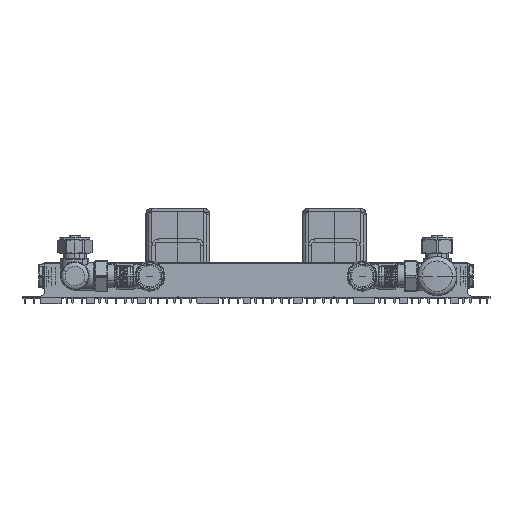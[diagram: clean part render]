
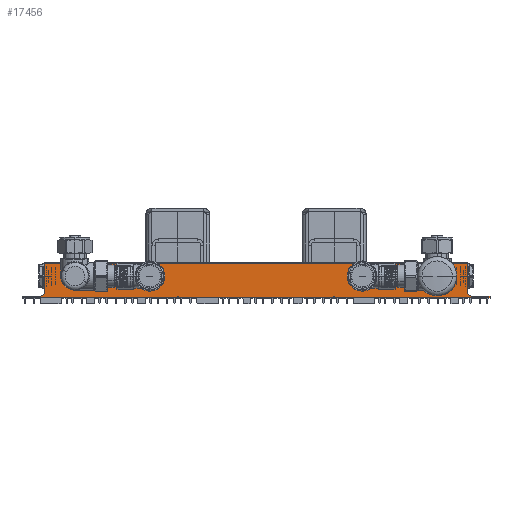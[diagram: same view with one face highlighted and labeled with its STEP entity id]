
A CAD part, front view. The second image highlights one B-rep face of the part: STEP entity #17456.
In plain terms, the highlighted planar face has unit normal (0, -1, 0).
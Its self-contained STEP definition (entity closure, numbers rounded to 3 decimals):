
#1062=DIRECTION('',(1.,0.,0.));
#1063=VECTOR('',#1062,150.);
#1064=CARTESIAN_POINT('',(0.,-945.,-1.));
#1065=LINE('',#1064,#1063);
#1069=DIRECTION('',(1.,0.,0.));
#1070=VECTOR('',#1069,150.);
#1071=CARTESIAN_POINT('',(151.,-945.,-1.));
#1072=LINE('',#1071,#1070);
#1076=DIRECTION('',(1.,0.,0.));
#1077=VECTOR('',#1076,150.);
#1078=CARTESIAN_POINT('',(302.,-945.,-1.));
#1079=LINE('',#1078,#1077);
#1921=DIRECTION('',(0.,0.,-1.));
#1922=VECTOR('',#1921,1.);
#1923=CARTESIAN_POINT('',(150.,-945.,0.));
#1924=LINE('',#1923,#1922);
#1956=CARTESIAN_POINT('',(123.5,-945.,19.6));
#1957=DIRECTION('',(0.,-1.,0.));
#1958=DIRECTION('',(1.,0.,0.));
#1959=AXIS2_PLACEMENT_3D('',#1956,#1957,#1958);
#1964=CARTESIAN_POINT('',(123.5,-945.,19.6));
#1965=DIRECTION('',(0.,-1.,0.));
#1966=DIRECTION('',(-1.,0.,0.));
#1967=AXIS2_PLACEMENT_3D('',#1964,#1965,#1966);
#1972=CARTESIAN_POINT('',(328.5,-945.,19.6));
#1973=DIRECTION('',(0.,-1.,0.));
#1974=DIRECTION('',(1.,0.,0.));
#1975=AXIS2_PLACEMENT_3D('',#1972,#1973,#1974);
#1980=CARTESIAN_POINT('',(328.5,-945.,19.6));
#1981=DIRECTION('',(0.,-1.,0.));
#1982=DIRECTION('',(-1.,0.,0.));
#1983=AXIS2_PLACEMENT_3D('',#1980,#1981,#1982);
#1988=DIRECTION('',(-1.,0.,0.));
#1989=VECTOR('',#1988,1.);
#1990=CARTESIAN_POINT('',(302.,-945.,0.));
#1991=LINE('',#1990,#1989);
#1995=DIRECTION('',(-1.,0.,0.));
#1996=VECTOR('',#1995,1.);
#1997=CARTESIAN_POINT('',(151.,-945.,0.));
#1998=LINE('',#1997,#1996);
#2076=DIRECTION('',(0.,0.,-1.));
#2077=VECTOR('',#2076,1.);
#2078=CARTESIAN_POINT('',(151.,-945.,0.));
#2079=LINE('',#2078,#2077);
#2949=DIRECTION('',(0.,0.,-1.));
#2950=VECTOR('',#2949,1.);
#2951=CARTESIAN_POINT('',(301.,-945.,0.));
#2952=LINE('',#2951,#2950);
#4345=DIRECTION('',(0.707,0.,0.707));
#4346=VECTOR('',#4345,1.899);
#4347=CARTESIAN_POINT('',(20.657,-945.,1.757));
#4348=LINE('',#4347,#4346);
#4359=CARTESIAN_POINT('',(16.415,-945.,6.));
#4360=DIRECTION('',(0.,1.,0.));
#4361=DIRECTION('',(0.707,0.,-0.707));
#4362=AXIS2_PLACEMENT_3D('',#4359,#4360,#4361);
#4713=DIRECTION('',(-1.,0.,0.));
#4714=VECTOR('',#4713,16.415);
#4715=CARTESIAN_POINT('',(16.415,-945.,0.));
#4716=LINE('',#4715,#4714);
#9211=DIRECTION('',(-1.,0.,0.));
#9212=VECTOR('',#9211,16.415);
#9213=CARTESIAN_POINT('',(452.,-945.,0.));
#9214=LINE('',#9213,#9212);
#11752=DIRECTION('',(0.,0.,1.));
#11753=VECTOR('',#11752,28.5);
#11754=CARTESIAN_POINT('',(430.,-945.,3.1));
#11755=LINE('',#11754,#11753);
#11819=DIRECTION('',(0.707,0.,-0.707));
#11820=VECTOR('',#11819,1.899);
#11821=CARTESIAN_POINT('',(430.,-945.,3.1));
#11822=LINE('',#11821,#11820);
#11840=CARTESIAN_POINT('',(435.585,-945.,6.));
#11841=DIRECTION('',(0.,1.,0.));
#11842=DIRECTION('',(0.,0.,-1.));
#11843=AXIS2_PLACEMENT_3D('',#11840,#11841,#11842);
#11855=DIRECTION('',(-1.,0.,0.));
#11856=VECTOR('',#11855,408.);
#11857=CARTESIAN_POINT('',(430.,-945.,31.6));
#11858=LINE('',#11857,#11856);
#11915=DIRECTION('',(0.,0.,1.));
#11916=VECTOR('',#11915,28.5);
#11917=CARTESIAN_POINT('',(22.,-945.,3.1));
#11918=LINE('',#11917,#11916);
#12001=DIRECTION('',(0.,0.,-1.));
#12002=VECTOR('',#12001,1.);
#12003=CARTESIAN_POINT('',(302.,-945.,0.));
#12004=LINE('',#12003,#12002);
#12799=DIRECTION('',(0.,0.,-1.));
#12800=VECTOR('',#12799,1.);
#12801=CARTESIAN_POINT('',(452.,-945.,0.));
#12802=LINE('',#12801,#12800);
#12869=DIRECTION('',(0.,0.,-1.));
#12870=VECTOR('',#12869,1.);
#12871=CARTESIAN_POINT('',(0.,-945.,0.));
#12872=LINE('',#12871,#12870);
#14908=CARTESIAN_POINT('',(430.,-945.,31.6));
#14910=VERTEX_POINT('',#14908);
#14916=CARTESIAN_POINT('',(22.,-945.,31.6));
#14918=VERTEX_POINT('',#14916);
#14952=CARTESIAN_POINT('',(132.8,-945.,19.6));
#14953=CARTESIAN_POINT('',(114.2,-945.,19.6));
#14954=VERTEX_POINT('',#14952);
#14955=VERTEX_POINT('',#14953);
#14956=CARTESIAN_POINT('',(337.8,-945.,19.6));
#14957=CARTESIAN_POINT('',(319.2,-945.,19.6));
#14958=VERTEX_POINT('',#14956);
#14959=VERTEX_POINT('',#14957);
#16825=CARTESIAN_POINT('',(16.415,-945.,0.));
#16826=CARTESIAN_POINT('',(0.,-945.,0.));
#16827=VERTEX_POINT('',#16825);
#16828=VERTEX_POINT('',#16826);
#16829=CARTESIAN_POINT('',(0.,-945.,-1.));
#16830=VERTEX_POINT('',#16829);
#16831=CARTESIAN_POINT('',(150.,-945.,0.));
#16832=CARTESIAN_POINT('',(150.,-945.,-1.));
#16833=VERTEX_POINT('',#16831);
#16834=VERTEX_POINT('',#16832);
#16835=CARTESIAN_POINT('',(20.657,-945.,1.757));
#16836=CARTESIAN_POINT('',(22.,-945.,3.1));
#16837=VERTEX_POINT('',#16835);
#16838=VERTEX_POINT('',#16836);
#16843=CARTESIAN_POINT('',(151.,-945.,0.));
#16844=CARTESIAN_POINT('',(151.,-945.,-1.));
#16845=VERTEX_POINT('',#16843);
#16846=VERTEX_POINT('',#16844);
#16847=CARTESIAN_POINT('',(301.,-945.,0.));
#16848=CARTESIAN_POINT('',(301.,-945.,-1.));
#16849=VERTEX_POINT('',#16847);
#16850=VERTEX_POINT('',#16848);
#16851=CARTESIAN_POINT('',(302.,-945.,0.));
#16852=VERTEX_POINT('',#16851);
#16857=CARTESIAN_POINT('',(302.,-945.,-1.));
#16858=VERTEX_POINT('',#16857);
#16859=CARTESIAN_POINT('',(452.,-945.,0.));
#16860=CARTESIAN_POINT('',(452.,-945.,-1.));
#16861=VERTEX_POINT('',#16859);
#16862=VERTEX_POINT('',#16860);
#16863=CARTESIAN_POINT('',(435.585,-945.,0.));
#16864=VERTEX_POINT('',#16863);
#16865=CARTESIAN_POINT('',(430.,-945.,3.1));
#16866=CARTESIAN_POINT('',(431.343,-945.,1.757));
#16867=VERTEX_POINT('',#16865);
#16868=VERTEX_POINT('',#16866);
#17401=CARTESIAN_POINT('',(430.,-945.,0.));
#17402=DIRECTION('',(0.,-1.,0.));
#17403=DIRECTION('',(0.,0.,1.));
#17404=AXIS2_PLACEMENT_3D('',#17401,#17402,#17403);
#17405=PLANE('',#17404);
#17407=ORIENTED_EDGE('',*,*,#17406,.T.);
#17409=ORIENTED_EDGE('',*,*,#17408,.T.);
#17410=ORIENTED_EDGE('',*,*,#17126,.F.);
#17412=ORIENTED_EDGE('',*,*,#17411,.F.);
#17414=ORIENTED_EDGE('',*,*,#17413,.T.);
#17415=ORIENTED_EDGE('',*,*,#17384,.T.);
#17416=ORIENTED_EDGE('',*,*,#17110,.F.);
#17418=ORIENTED_EDGE('',*,*,#17417,.F.);
#17420=ORIENTED_EDGE('',*,*,#17419,.F.);
#17422=ORIENTED_EDGE('',*,*,#17421,.F.);
#17424=ORIENTED_EDGE('',*,*,#17423,.T.);
#17426=ORIENTED_EDGE('',*,*,#17425,.T.);
#17428=ORIENTED_EDGE('',*,*,#17427,.F.);
#17430=ORIENTED_EDGE('',*,*,#17429,.F.);
#17432=ORIENTED_EDGE('',*,*,#17431,.T.);
#17434=ORIENTED_EDGE('',*,*,#17433,.F.);
#17436=ORIENTED_EDGE('',*,*,#17435,.F.);
#17438=ORIENTED_EDGE('',*,*,#17437,.T.);
#17439=ORIENTED_EDGE('',*,*,#17141,.F.);
#17441=ORIENTED_EDGE('',*,*,#17440,.F.);
#17442=EDGE_LOOP('',(#17407,#17409,#17410,#17412,#17414,#17415,#17416,#17418,
#17420,#17422,#17424,#17426,#17428,#17430,#17432,#17434,#17436,#17438,#17439,
#17441));
#17443=FACE_OUTER_BOUND('',#17442,.F.);
#17445=ORIENTED_EDGE('',*,*,#17444,.T.);
#17447=ORIENTED_EDGE('',*,*,#17446,.T.);
#17448=EDGE_LOOP('',(#17445,#17447));
#17449=FACE_BOUND('',#17448,.F.);
#17451=ORIENTED_EDGE('',*,*,#17450,.T.);
#17453=ORIENTED_EDGE('',*,*,#17452,.T.);
#17454=EDGE_LOOP('',(#17451,#17453));
#17455=FACE_BOUND('',#17454,.F.);
#1960=CIRCLE('',#1959,9.3);
#1968=CIRCLE('',#1967,9.3);
#1976=CIRCLE('',#1975,9.3);
#1984=CIRCLE('',#1983,9.3);
#4363=CIRCLE('',#4362,6.);
#11844=CIRCLE('',#11843,6.);
#17110=EDGE_CURVE('',#16830,#16834,#1065,.T.);
#17126=EDGE_CURVE('',#16846,#16850,#1072,.T.);
#17141=EDGE_CURVE('',#16858,#16862,#1079,.T.);
#17384=EDGE_CURVE('',#16833,#16834,#1924,.T.);
#17406=EDGE_CURVE('',#16852,#16849,#1991,.T.);
#17408=EDGE_CURVE('',#16849,#16850,#2952,.T.);
#17411=EDGE_CURVE('',#16845,#16846,#2079,.T.);
#17413=EDGE_CURVE('',#16845,#16833,#1998,.T.);
#17417=EDGE_CURVE('',#16828,#16830,#12872,.T.);
#17419=EDGE_CURVE('',#16827,#16828,#4716,.T.);
#17421=EDGE_CURVE('',#16837,#16827,#4363,.T.);
#17423=EDGE_CURVE('',#16837,#16838,#4348,.T.);
#17425=EDGE_CURVE('',#16838,#14918,#11918,.T.);
#17427=EDGE_CURVE('',#14910,#14918,#11858,.T.);
#17429=EDGE_CURVE('',#16867,#14910,#11755,.T.);
#17431=EDGE_CURVE('',#16867,#16868,#11822,.T.);
#17433=EDGE_CURVE('',#16864,#16868,#11844,.T.);
#17435=EDGE_CURVE('',#16861,#16864,#9214,.T.);
#17437=EDGE_CURVE('',#16861,#16862,#12802,.T.);
#17440=EDGE_CURVE('',#16852,#16858,#12004,.T.);
#17444=EDGE_CURVE('',#14958,#14959,#1976,.T.);
#17446=EDGE_CURVE('',#14959,#14958,#1984,.T.);
#17450=EDGE_CURVE('',#14954,#14955,#1960,.T.);
#17452=EDGE_CURVE('',#14955,#14954,#1968,.T.);
#17456=ADVANCED_FACE('',(#17443,#17449,#17455),#17405,.T.);
